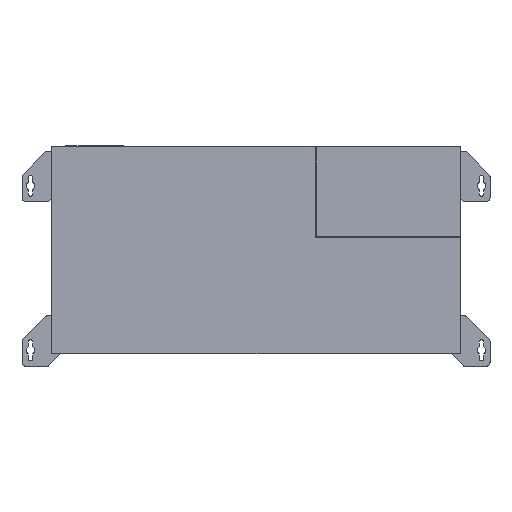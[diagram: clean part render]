
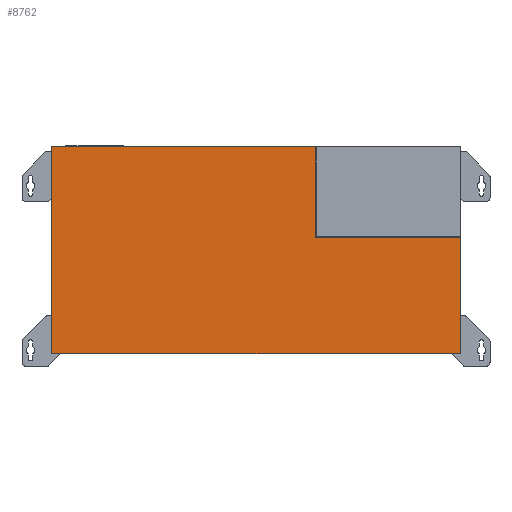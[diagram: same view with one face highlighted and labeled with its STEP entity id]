
A CAD part, top view. The second image highlights one B-rep face of the part: STEP entity #8762.
In plain terms, the highlighted planar face has unit normal (0, 0, 1).
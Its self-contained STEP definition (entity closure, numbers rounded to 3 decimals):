
#709=ORIENTED_EDGE('',*,*,#3164,.F.);
#710=ORIENTED_EDGE('',*,*,#3165,.F.);
#711=ORIENTED_EDGE('',*,*,#2889,.T.);
#712=ORIENTED_EDGE('',*,*,#3163,.T.);
#713=ORIENTED_EDGE('',*,*,#3157,.T.);
#714=ORIENTED_EDGE('',*,*,#3162,.T.);
#2889=EDGE_CURVE('',#4133,#4135,#4999,.T.);
#3157=EDGE_CURVE('',#4367,#4368,#5256,.T.);
#3162=EDGE_CURVE('',#4368,#4372,#5261,.T.);
#3163=EDGE_CURVE('',#4135,#4367,#5262,.T.);
#3164=EDGE_CURVE('',#4373,#4372,#5263,.T.);
#3165=EDGE_CURVE('',#4133,#4373,#5264,.T.);
#4133=VERTEX_POINT('',#12462);
#4135=VERTEX_POINT('',#12466);
#4367=VERTEX_POINT('',#13007);
#4368=VERTEX_POINT('',#13009);
#4372=VERTEX_POINT('',#13019);
#4373=VERTEX_POINT('',#13025);
#4999=LINE('',#12467,#6073);
#5256=LINE('',#13010,#6330);
#5261=LINE('',#13020,#6335);
#5262=LINE('',#13022,#6336);
#5263=LINE('',#13024,#6337);
#5264=LINE('',#13026,#6338);
#6073=VECTOR('',#9986,1000.);
#6330=VECTOR('',#10349,1000.);
#6335=VECTOR('',#10356,1000.);
#6336=VECTOR('',#10359,1000.);
#6337=VECTOR('',#10362,1000.);
#6338=VECTOR('',#10363,1000.);
#7143=EDGE_LOOP('',(#709,#710,#711,#712,#713,#714));
#7771=FACE_BOUND('',#7143,.T.);
#8364=PLANE('',#9272);
#8762=ADVANCED_FACE('',(#7771),#8364,.T.);
#9272=AXIS2_PLACEMENT_3D('',#13023,#10360,#10361);
#9986=DIRECTION('',(-1.,0.,0.));
#10349=DIRECTION('',(1.,0.,0.));
#10356=DIRECTION('',(0.,1.,0.));
#10359=DIRECTION('',(0.,-1.,0.));
#10360=DIRECTION('',(0.,0.,1.));
#10361=DIRECTION('',(1.,0.,0.));
#10362=DIRECTION('',(1.,0.,0.));
#10363=DIRECTION('',(0.,-1.,0.));
#12462=CARTESIAN_POINT('',(70.5,122.5,75.8));
#12466=CARTESIAN_POINT('',(-242.5,122.5,75.8));
#12467=CARTESIAN_POINT('',(242.5,122.5,75.8));
#13007=CARTESIAN_POINT('',(-242.5,-122.5,75.8));
#13009=CARTESIAN_POINT('',(242.5,-122.5,75.8));
#13010=CARTESIAN_POINT('',(-242.5,-122.5,75.8));
#13019=CARTESIAN_POINT('',(242.5,15.5,75.8));
#13020=CARTESIAN_POINT('',(242.5,-122.5,75.8));
#13022=CARTESIAN_POINT('',(-242.5,122.5,75.8));
#13023=CARTESIAN_POINT('',(0.,0.,75.8));
#13024=CARTESIAN_POINT('',(70.5,15.5,75.8));
#13025=CARTESIAN_POINT('',(70.5,15.5,75.8));
#13026=CARTESIAN_POINT('',(70.5,122.5,75.8));
